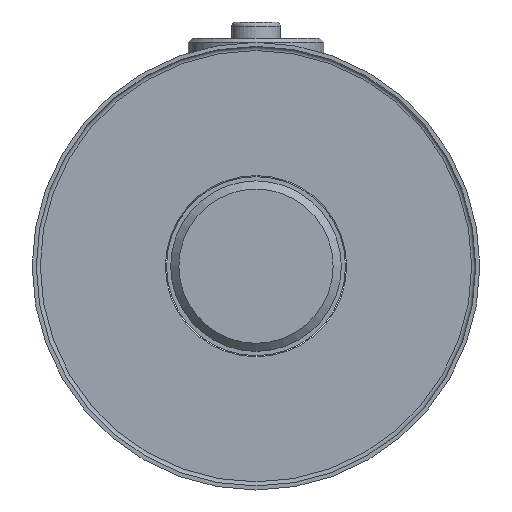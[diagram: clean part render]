
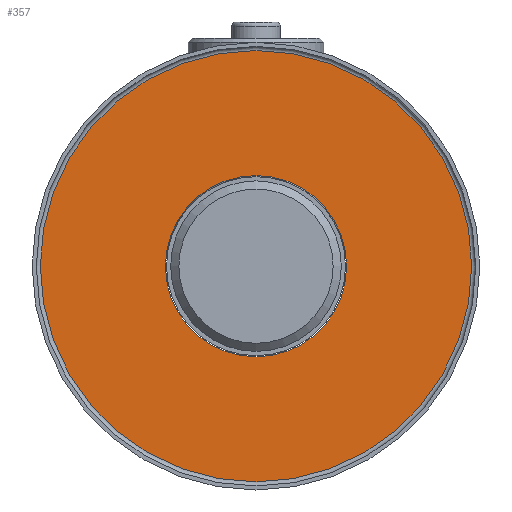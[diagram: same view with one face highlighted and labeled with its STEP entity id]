
A CAD part, left-side view. The second image highlights one B-rep face of the part: STEP entity #357.
In plain terms, the highlighted planar face has unit normal (-1, 0, 0).
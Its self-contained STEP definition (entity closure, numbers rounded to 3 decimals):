
#37=PLANE('',#556);
#58=ORIENTED_EDGE('',*,*,#120,.T.);
#59=ORIENTED_EDGE('',*,*,#119,.F.);
#119=EDGE_CURVE('',#152,#152,#185,.F.);
#120=EDGE_CURVE('',#153,#153,#186,.T.);
#152=VERTEX_POINT('',#756);
#153=VERTEX_POINT('',#759);
#185=CIRCLE('',#555,11.134);
#186=CIRCLE('',#557,26.5);
#220=EDGE_LOOP('',(#58));
#221=EDGE_LOOP('',(#59));
#286=FACE_BOUND('',#220,.T.);
#287=FACE_BOUND('',#221,.T.);
#357=ADVANCED_FACE('',(#286,#287),#37,.T.);
#555=AXIS2_PLACEMENT_3D('',#755,#631,#632);
#556=AXIS2_PLACEMENT_3D('',#757,#633,#634);
#557=AXIS2_PLACEMENT_3D('',#758,#635,#636);
#631=DIRECTION('',(1.,0.,0.));
#632=DIRECTION('',(0.,0.,-1.));
#633=DIRECTION('',(-1.,0.,0.));
#634=DIRECTION('',(0.,0.,1.));
#635=DIRECTION('',(-1.,0.,0.));
#636=DIRECTION('',(0.,0.,1.));
#755=CARTESIAN_POINT('',(19.5,0.,0.));
#756=CARTESIAN_POINT('',(19.5,0.,-11.134));
#757=CARTESIAN_POINT('',(19.5,0.,0.));
#758=CARTESIAN_POINT('',(19.5,0.,0.));
#759=CARTESIAN_POINT('',(19.5,0.,26.5));
